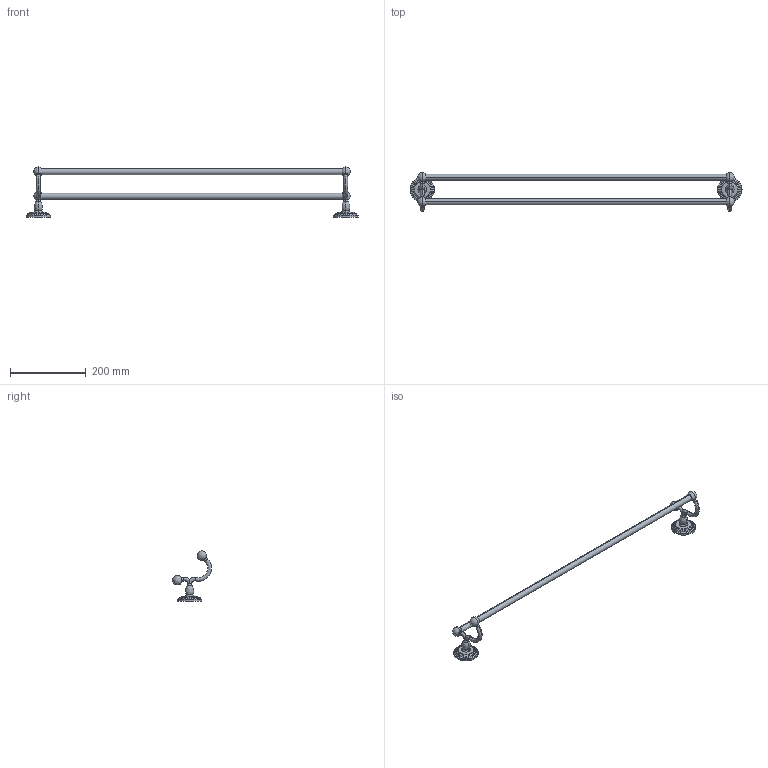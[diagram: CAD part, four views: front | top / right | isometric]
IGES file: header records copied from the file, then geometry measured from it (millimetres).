
Start section:  PTC IGES file: 1122-32.igs
Global section: file name: 1122-32.igs; native system: Creo Parametric by PTC Inc.; preprocessor: 2018400; author: Jinson; organization: Unknown; date: 20210812.143020; units: inch
Bounding box: 877.82 x 102.86 x 132.52 mm (x, y, z)
Volume: 449129.2 mm3; surface area: 114260.1 mm2
Topology: 1 solids, 1 shells, 104 faces, 220 edges, 122 vertices
Faces by surface type: revolution 92, bspline 12
